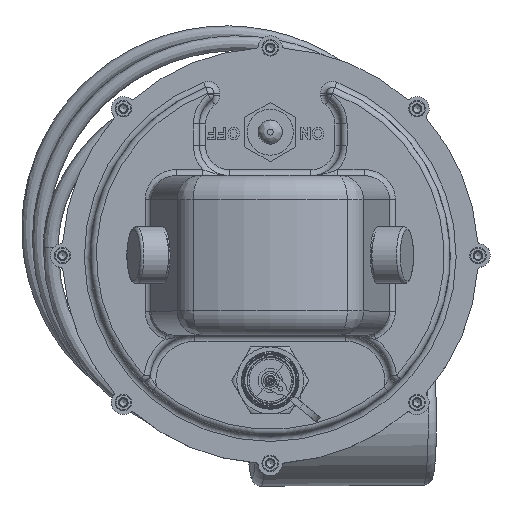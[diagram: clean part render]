
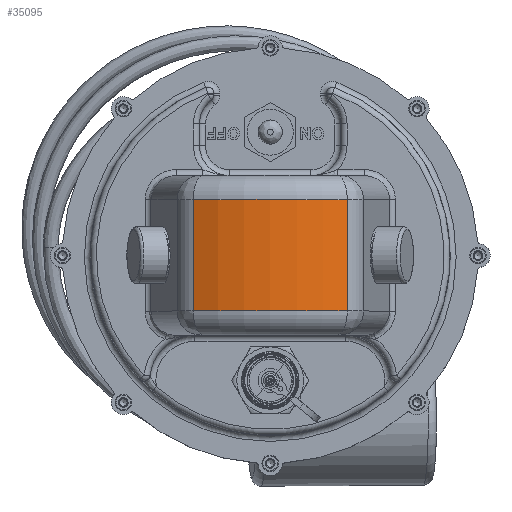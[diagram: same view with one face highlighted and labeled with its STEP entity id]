
A CAD part, top view. The second image highlights one B-rep face of the part: STEP entity #35095.
In plain terms, the highlighted cylindrical face has radius 59.569 mm (diameter 119.139 mm), a partial arc.
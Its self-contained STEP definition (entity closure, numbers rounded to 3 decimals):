
#4097=FACE_OUTER_BOUND('',#6304,.T.);
#6304=EDGE_LOOP('',(#31879,#31880,#31881,#31882));
#10125=LINE('',#111106,#12288);
#10126=LINE('',#111112,#12289);
#12288=VECTOR('',#45394,1000.);
#12289=VECTOR('',#45401,1000.);
#13670=CIRCLE('',#38021,59.569);
#13671=CIRCLE('',#38022,59.569);
#17042=VERTEX_POINT('',#111103);
#17043=VERTEX_POINT('',#111105);
#17044=VERTEX_POINT('',#111109);
#17045=VERTEX_POINT('',#111111);
#22078=EDGE_CURVE('',#17043,#17042,#10125,.T.);
#22080=EDGE_CURVE('',#17042,#17044,#13670,.T.);
#22081=EDGE_CURVE('',#17045,#17044,#10126,.T.);
#22082=EDGE_CURVE('',#17045,#17043,#13671,.T.);
#31879=ORIENTED_EDGE('',*,*,#22078,.T.);
#31880=ORIENTED_EDGE('',*,*,#22080,.T.);
#31881=ORIENTED_EDGE('',*,*,#22081,.F.);
#31882=ORIENTED_EDGE('',*,*,#22082,.T.);
#33278=CYLINDRICAL_SURFACE('',#38020,59.569);
#35095=ADVANCED_FACE('',(#4097),#33278,.T.);
#38020=AXIS2_PLACEMENT_3D('',#111108,#45397,#45398);
#38021=AXIS2_PLACEMENT_3D('',#111110,#45399,#45400);
#38022=AXIS2_PLACEMENT_3D('',#111113,#45402,#45403);
#45394=DIRECTION('',(0.,0.,-1.));
#45397=DIRECTION('center_axis',(0.,0.,-1.));
#45398=DIRECTION('ref_axis',(-1.,0.,0.));
#45399=DIRECTION('center_axis',(0.,0.,1.));
#45400=DIRECTION('ref_axis',(-1.,0.,0.));
#45401=DIRECTION('',(0.,0.,-1.));
#45402=DIRECTION('center_axis',(0.,0.,-1.));
#45403=DIRECTION('ref_axis',(1.,0.,0.));
#111103=CARTESIAN_POINT('',(25.583,77.227,-18.5));
#111105=CARTESIAN_POINT('',(25.583,77.227,18.5));
#111106=CARTESIAN_POINT('',(25.583,77.227,26.5));
#111108=CARTESIAN_POINT('Origin',(0.,23.431,26.5));
#111109=CARTESIAN_POINT('',(-25.583,77.227,-18.5));
#111110=CARTESIAN_POINT('Origin',(0.,23.431,-18.5));
#111111=CARTESIAN_POINT('',(-25.583,77.227,18.5));
#111112=CARTESIAN_POINT('',(-25.583,77.227,26.5));
#111113=CARTESIAN_POINT('Origin',(0.,23.431,18.5));
